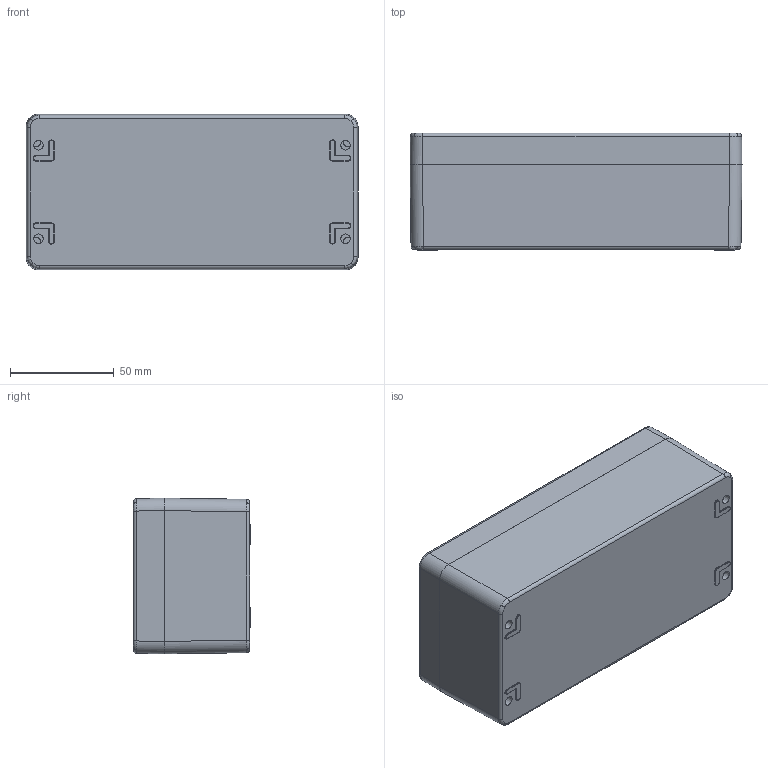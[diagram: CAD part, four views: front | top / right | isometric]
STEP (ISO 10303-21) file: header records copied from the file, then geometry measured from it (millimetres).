
FILE_DESCRIPTION(/* description */ (''),/* implementation_level */ '2;1');
FILE_NAME(/* name */ '17160806000-RST.stp',/* time_stamp */ '2021-09-08T11:53:49+02:00',/* author */ ('sl'),/* organization */ (''),/* preprocessor_version */ 'ST-DEVELOPER v16.5',/* originating_system */ 'Autodesk Inventor 2017',/* authorisation */ '');
FILE_SCHEMA (('AUTOMOTIVE_DESIGN { 1 0 10303 214 3 1 1 }'));
Length unit declared in the file: millimetre
Products named in the file (12): Ex-Polyester-Gehäuse-05-BG-0001-17_160806_000; Deckel-Ex-Polyester-Gehäuse-05-BG-0003-17_160806_0
00; Deckel-Ex-Polyester-Gehäuse-05-BT-0001-17_160806_0
00; Dichtlippe-Ex-Polyester-Gehäuse-05-BT-0002-17_160806_000; UT-Ex-Polyester-Gehäuse-05-BG-0002-17_160806_000; 23233-Ex Unterteil; 86221; 86223; Schraubenhülse-M3; Schraubenhülse-Oberteil-M3; Schraubenhülse-Unterteil-M3; SchraubeM4x24-7
Assembly tree (18 placements, depth 4):
  Ex-Polyester-Gehäuse-05-BG-0001-17_160806_000
    Deckel-Ex-Polyester-Gehäuse-05-BG-0003-17_160806_0
00
      Deckel-Ex-Polyester-Gehäuse-05-BT-0001-17_160806_0
00
      Dichtlippe-Ex-Polyester-Gehäuse-05-BT-0002-17_160806_000
    UT-Ex-Polyester-Gehäuse-05-BG-0002-17_160806_000
      86223  x4
      86221  x2
      23233-Ex Unterteil
      Schraubenhülse-M3
        Schraubenhülse-Oberteil-M3
        Schraubenhülse-Unterteil-M3
    SchraubeM4x24-7  x4
Bounding box: 160 x 56.5 x 75 mm (x, y, z)
Volume: 240059.9 mm3; surface area: 108858.9 mm2
Topology: 15 solids, 16 shells, 958 faces, 2285 edges, 1382 vertices
Faces by surface type: plane 292, cylinder 238, bspline 170, torus 130, cone 124, sphere 4
Full cylindrical faces by diameter (mm): 3.3 x8, 3.52 x4, 4 x4, 4.5 x6, 5 x8, 5.5 x4
Entity records: 25767 total; most frequent: CARTESIAN_POINT 8097, DIRECTION 3848, ORIENTED_EDGE 3542, EDGE_CURVE 1771, AXIS2_PLACEMENT_3D 1634, VERTEX_POINT 1095, EDGE_LOOP 916, ADVANCED_FACE 794
